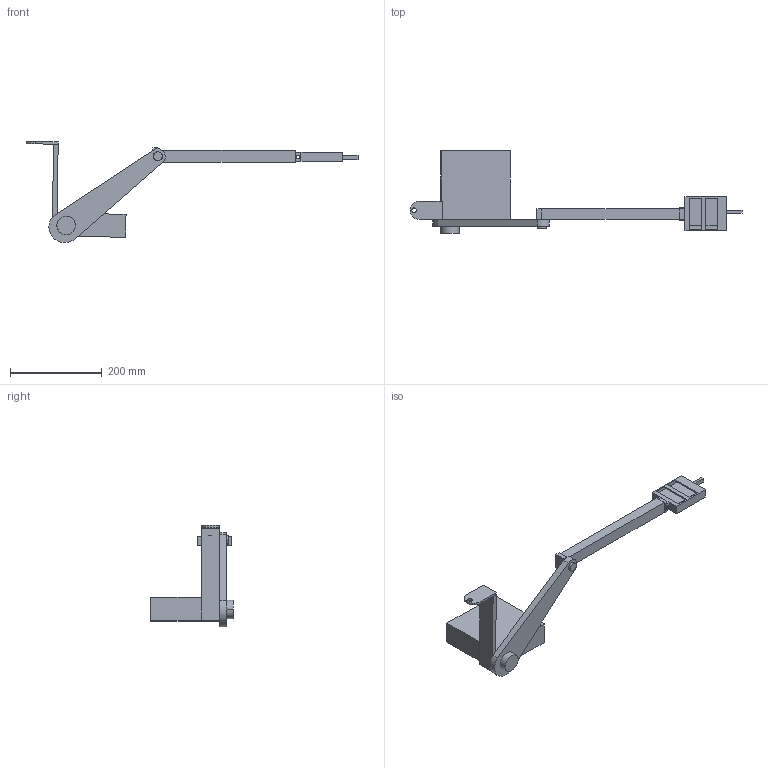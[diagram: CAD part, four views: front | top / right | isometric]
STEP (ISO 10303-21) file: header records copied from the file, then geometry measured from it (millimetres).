
FILE_DESCRIPTION (( 'STEP AP203' ), '1' );
FILE_NAME ('Assem1.STEP', '2019-04-16T09:02:48', ( '' ), ( '' ), 'SwSTEP 2.0', 'SolidWorks 2018', '' );
FILE_SCHEMA (( 'CONFIG_CONTROL_DESIGN' ));
Length unit declared in the file: millimetre
Products named in the file (8): Part2; Part6; Part5; Part1; Assem1; Part3; Part4; Part7
Assembly tree (7 placements, depth 2):
  Assem1
    Part1
    Part2
    Part3
    Part4
    Part5
    Part6
    Part7
Bounding box: 722.28 x 180 x 220 mm (x, y, z)
Volume: 1762629.4 mm3; surface area: 224281.3 mm2
Topology: 7 solids, 7 shells, 97 faces, 241 edges, 160 vertices
Faces by surface type: plane 73, cylinder 24
Entity records: 3751 total; most frequent: CARTESIAN_POINT 508, DIRECTION 505, ORIENTED_EDGE 482, EDGE_CURVE 241, VECTOR 191, LINE 191, VERTEX_POINT 160, AXIS2_PLACEMENT_3D 157
